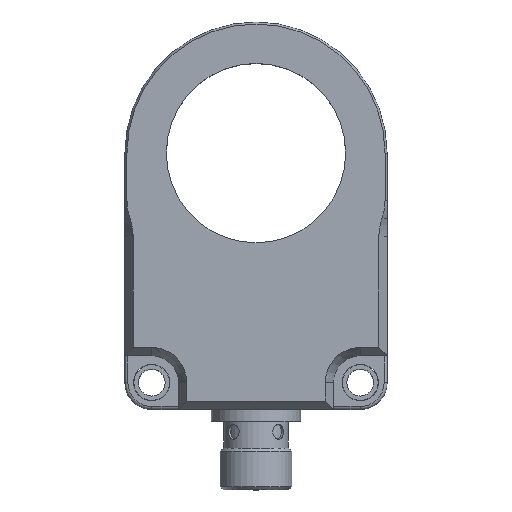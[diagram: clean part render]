
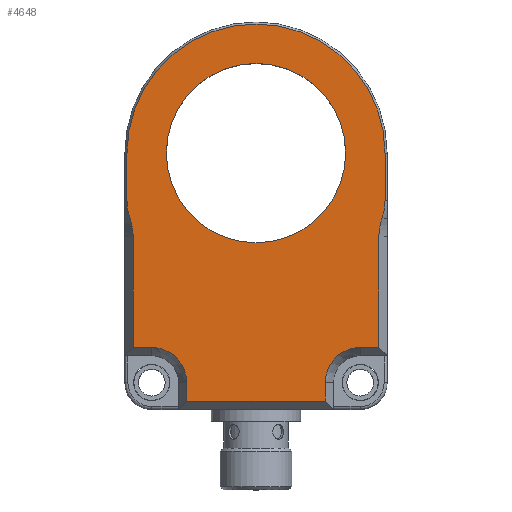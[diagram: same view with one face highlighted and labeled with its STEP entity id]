
A CAD part, top view. The second image highlights one B-rep face of the part: STEP entity #4648.
In plain terms, the highlighted planar face has unit normal (0, 0, 1).
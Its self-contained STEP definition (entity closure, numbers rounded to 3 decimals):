
#45=ELLIPSE('',#5156,11.807,10.225);
#46=ELLIPSE('',#5157,11.807,10.225);
#47=ELLIPSE('',#5159,11.807,10.225);
#48=ELLIPSE('',#5160,11.807,10.225);
#114=FACE_BOUND('',#696,.T.);
#214=PLANE('',#5155);
#434=FACE_OUTER_BOUND('',#695,.T.);
#695=EDGE_LOOP('',(#3875,#3876,#3877,#3878,#3879,#3880,#3881,#3882,#3883,
#3884,#3885,#3886,#3887,#3888,#3889,#3890));
#696=EDGE_LOOP('',(#3891));
#1046=LINE('',#8278,#1403);
#1052=LINE('',#8293,#1409);
#1053=LINE('',#8296,#1410);
#1056=LINE('',#8302,#1413);
#1057=LINE('',#8308,#1414);
#1058=LINE('',#8312,#1415);
#1059=LINE('',#8318,#1416);
#1060=LINE('',#8320,#1417);
#1061=LINE('',#8323,#1418);
#1403=VECTOR('',#6413,10.);
#1409=VECTOR('',#6427,10.);
#1410=VECTOR('',#6430,10.);
#1413=VECTOR('',#6435,10.);
#1414=VECTOR('',#6440,10.);
#1415=VECTOR('',#6443,10.);
#1416=VECTOR('',#6448,10.);
#1417=VECTOR('',#6449,10.);
#1418=VECTOR('',#6452,10.);
#1649=CIRCLE('',#5065,15.05);
#1696=CIRCLE('',#5152,5.886);
#1697=CIRCLE('',#5158,21.654);
#1698=CIRCLE('',#5161,5.886);
#2036=VERTEX_POINT('',#8029);
#2107=VERTEX_POINT('',#8275);
#2108=VERTEX_POINT('',#8277);
#2110=VERTEX_POINT('',#8283);
#2112=VERTEX_POINT('',#8289);
#2114=VERTEX_POINT('',#8295);
#2116=VERTEX_POINT('',#8301);
#2117=VERTEX_POINT('',#8303);
#2118=VERTEX_POINT('',#8305);
#2119=VERTEX_POINT('',#8307);
#2120=VERTEX_POINT('',#8309);
#2121=VERTEX_POINT('',#8311);
#2122=VERTEX_POINT('',#8313);
#2123=VERTEX_POINT('',#8315);
#2124=VERTEX_POINT('',#8317);
#2125=VERTEX_POINT('',#8319);
#2126=VERTEX_POINT('',#8321);
#2634=EDGE_CURVE('',#2036,#2036,#1649,.T.);
#2736=EDGE_CURVE('',#2107,#2108,#1046,.T.);
#2741=EDGE_CURVE('',#2108,#2110,#1696,.T.);
#2744=EDGE_CURVE('',#2110,#2112,#1052,.T.);
#2745=EDGE_CURVE('',#2112,#2114,#1053,.T.);
#2748=EDGE_CURVE('',#2107,#2116,#1056,.T.);
#2749=EDGE_CURVE('',#2116,#2117,#45,.T.);
#2750=EDGE_CURVE('',#2118,#2117,#46,.T.);
#2751=EDGE_CURVE('',#2119,#2118,#1057,.T.);
#2752=EDGE_CURVE('',#2120,#2119,#1697,.T.);
#2753=EDGE_CURVE('',#2121,#2120,#1058,.T.);
#2754=EDGE_CURVE('',#2122,#2121,#47,.T.);
#2755=EDGE_CURVE('',#2122,#2123,#48,.T.);
#2756=EDGE_CURVE('',#2123,#2124,#1059,.T.);
#2757=EDGE_CURVE('',#2125,#2124,#1060,.T.);
#2758=EDGE_CURVE('',#2126,#2125,#1698,.T.);
#2759=EDGE_CURVE('',#2114,#2126,#1061,.T.);
#3875=ORIENTED_EDGE('',*,*,#2744,.F.);
#3876=ORIENTED_EDGE('',*,*,#2741,.F.);
#3877=ORIENTED_EDGE('',*,*,#2736,.F.);
#3878=ORIENTED_EDGE('',*,*,#2748,.T.);
#3879=ORIENTED_EDGE('',*,*,#2749,.T.);
#3880=ORIENTED_EDGE('',*,*,#2750,.F.);
#3881=ORIENTED_EDGE('',*,*,#2751,.F.);
#3882=ORIENTED_EDGE('',*,*,#2752,.F.);
#3883=ORIENTED_EDGE('',*,*,#2753,.F.);
#3884=ORIENTED_EDGE('',*,*,#2754,.F.);
#3885=ORIENTED_EDGE('',*,*,#2755,.T.);
#3886=ORIENTED_EDGE('',*,*,#2756,.T.);
#3887=ORIENTED_EDGE('',*,*,#2757,.F.);
#3888=ORIENTED_EDGE('',*,*,#2758,.F.);
#3889=ORIENTED_EDGE('',*,*,#2759,.F.);
#3890=ORIENTED_EDGE('',*,*,#2745,.F.);
#3891=ORIENTED_EDGE('',*,*,#2634,.T.);
#4648=ADVANCED_FACE('',(#434,#114),#214,.T.);
#5065=AXIS2_PLACEMENT_3D('',#8031,#6193,#6194);
#5152=AXIS2_PLACEMENT_3D('',#8287,#6421,#6422);
#5155=AXIS2_PLACEMENT_3D('',#8300,#6433,#6434);
#5156=AXIS2_PLACEMENT_3D('',#8304,#6436,#6437);
#5157=AXIS2_PLACEMENT_3D('',#8306,#6438,#6439);
#5158=AXIS2_PLACEMENT_3D('',#8310,#6441,#6442);
#5159=AXIS2_PLACEMENT_3D('',#8314,#6444,#6445);
#5160=AXIS2_PLACEMENT_3D('',#8316,#6446,#6447);
#5161=AXIS2_PLACEMENT_3D('',#8322,#6450,#6451);
#6193=DIRECTION('center_axis',(0.,0.,-1.));
#6194=DIRECTION('ref_axis',(-1.,0.,0.));
#6413=DIRECTION('',(-1.,0.,0.));
#6421=DIRECTION('center_axis',(0.,0.,1.));
#6422=DIRECTION('ref_axis',(-0.707,0.707,0.));
#6427=DIRECTION('',(0.,-1.,0.));
#6430=DIRECTION('',(-1.,0.,0.));
#6433=DIRECTION('center_axis',(0.,0.,1.));
#6434=DIRECTION('ref_axis',(1.,0.,0.));
#6435=DIRECTION('',(0.,1.,0.));
#6436=DIRECTION('center_axis',(0.,0.,-1.));
#6437=DIRECTION('ref_axis',(-1.,0.,0.));
#6438=DIRECTION('center_axis',(0.,0.,
-1.));
#6439=DIRECTION('ref_axis',(1.,0.,0.));
#6440=DIRECTION('',(0.,-1.,0.));
#6441=DIRECTION('center_axis',(0.,0.,-1.));
#6442=DIRECTION('ref_axis',(1.,0.,0.));
#6443=DIRECTION('',(0.,1.,0.));
#6444=DIRECTION('center_axis',(0.,0.,
-1.));
#6445=DIRECTION('ref_axis',(-1.,0.,0.));
#6446=DIRECTION('center_axis',(0.,0.,-1.));
#6447=DIRECTION('ref_axis',(1.,0.,0.));
#6448=DIRECTION('',(0.,-1.,0.));
#6449=DIRECTION('',(-1.,0.,0.));
#6450=DIRECTION('center_axis',(0.,0.,1.));
#6451=DIRECTION('ref_axis',(0.707,0.707,0.));
#6452=DIRECTION('',(0.,1.,0.));
#8029=CARTESIAN_POINT('',(15.05,43.,20.));
#8031=CARTESIAN_POINT('Origin',(0.,43.,20.));
#8275=CARTESIAN_POINT('',(20.614,10.386,20.));
#8277=CARTESIAN_POINT('',(17.5,10.386,20.));
#8278=CARTESIAN_POINT('',(6.5,10.386,20.));
#8283=CARTESIAN_POINT('',(11.614,4.5,20.));
#8287=CARTESIAN_POINT('Origin',(17.5,4.5,20.));
#8289=CARTESIAN_POINT('',(11.614,1.386,20.));
#8293=CARTESIAN_POINT('',(11.614,16.25,20.));
#8295=CARTESIAN_POINT('',(-11.614,1.386,20.));
#8296=CARTESIAN_POINT('',(-11.,1.386,20.));
#8300=CARTESIAN_POINT('Origin',(0.,32.5,20.));
#8301=CARTESIAN_POINT('',(20.614,29.,20.));
#8302=CARTESIAN_POINT('',(20.614,20.75,20.));
#8303=CARTESIAN_POINT('',(21.134,32.,20.));
#8304=CARTESIAN_POINT('Origin',(32.421,29.,20.));
#8305=CARTESIAN_POINT('',(21.654,35.,20.));
#8306=CARTESIAN_POINT('Origin',(9.847,35.,20.));
#8307=CARTESIAN_POINT('',(21.654,43.,20.));
#8308=CARTESIAN_POINT('',(21.654,16.25,20.));
#8309=CARTESIAN_POINT('',(-21.654,43.,20.));
#8310=CARTESIAN_POINT('Origin',(0.,43.,20.));
#8311=CARTESIAN_POINT('',(-21.654,35.,20.));
#8312=CARTESIAN_POINT('',(-21.654,37.75,20.));
#8313=CARTESIAN_POINT('',(-21.134,32.,20.));
#8314=CARTESIAN_POINT('Origin',(-9.847,35.,20.));
#8315=CARTESIAN_POINT('',(-20.614,29.,20.));
#8316=CARTESIAN_POINT('Origin',(-32.421,29.,20.));
#8317=CARTESIAN_POINT('',(-20.614,10.386,20.));
#8318=CARTESIAN_POINT('',(-20.614,20.75,20.));
#8319=CARTESIAN_POINT('',(-17.5,10.386,20.));
#8320=CARTESIAN_POINT('',(-11.,10.386,20.));
#8321=CARTESIAN_POINT('',(-11.614,4.5,20.));
#8322=CARTESIAN_POINT('Origin',(-17.5,4.5,20.));
#8323=CARTESIAN_POINT('',(-11.614,20.75,20.));
